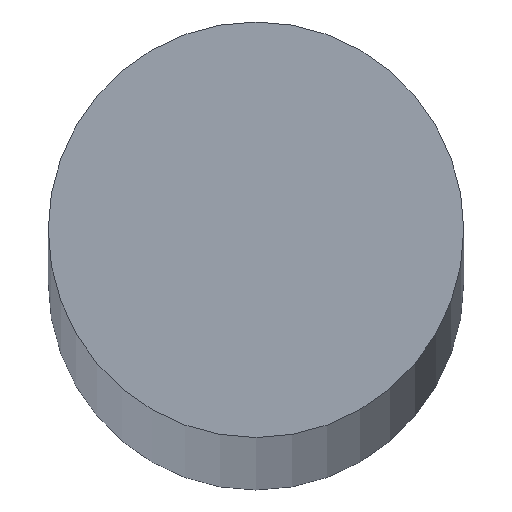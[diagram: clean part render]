
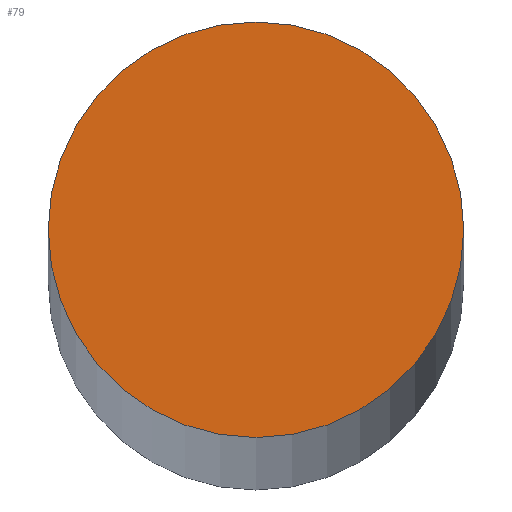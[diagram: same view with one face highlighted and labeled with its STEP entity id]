
A CAD part, top view. The second image highlights one B-rep face of the part: STEP entity #79.
In plain terms, the highlighted planar face has unit normal (0, 0, 1).
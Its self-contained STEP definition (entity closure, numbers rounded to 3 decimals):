
#3 = EDGE_CURVE ( 'NONE', #147, #70, #35, .T. ) ;
#29 = AXIS2_PLACEMENT_3D ( 'NONE', #84, #92, #170 ) ;
#35 = CIRCLE ( 'NONE', #46, 3. ) ;
#41 = CARTESIAN_POINT ( 'NONE',  ( 0., 0., 434. ) ) ;
#46 = AXIS2_PLACEMENT_3D ( 'NONE', #148, #150, #98 ) ;
#48 = AXIS2_PLACEMENT_3D ( 'NONE', #41, #90, #61 ) ;
#49 = CIRCLE ( 'NONE', #48, 3. ) ;
#61 = DIRECTION ( 'NONE',  ( 1., 0., 0. ) ) ;
#68 = CARTESIAN_POINT ( 'NONE',  ( -3., 0., 434. ) ) ;
#70 = VERTEX_POINT ( 'NONE', #68 ) ;
#77 = FACE_OUTER_BOUND ( 'NONE', #160, .T. ) ;
#79 = ADVANCED_FACE ( 'NONE', ( #77 ), #166, .T. ) ;
#84 = CARTESIAN_POINT ( 'NONE',  ( 0., 0., 434. ) ) ;
#89 = ORIENTED_EDGE ( 'NONE', *, *, #3, .T. ) ;
#90 = DIRECTION ( 'NONE',  ( 0., 0., 1. ) ) ;
#92 = DIRECTION ( 'NONE',  ( 0., 0., 1. ) ) ;
#98 = DIRECTION ( 'NONE',  ( 1., 0., 0. ) ) ;
#134 = CARTESIAN_POINT ( 'NONE',  ( 3., 0., 434. ) ) ;
#147 = VERTEX_POINT ( 'NONE', #134 ) ;
#148 = CARTESIAN_POINT ( 'NONE',  ( 0., 0., 434. ) ) ;
#150 = DIRECTION ( 'NONE',  ( 0., 0., 1. ) ) ;
#153 = ORIENTED_EDGE ( 'NONE', *, *, #155, .T. ) ;
#155 = EDGE_CURVE ( 'NONE', #70, #147, #49, .T. ) ;
#160 = EDGE_LOOP ( 'NONE', ( #153, #89 ) ) ;
#166 = PLANE ( 'NONE',  #29 ) ;
#170 = DIRECTION ( 'NONE',  ( 1., 0., 0. ) ) ;
